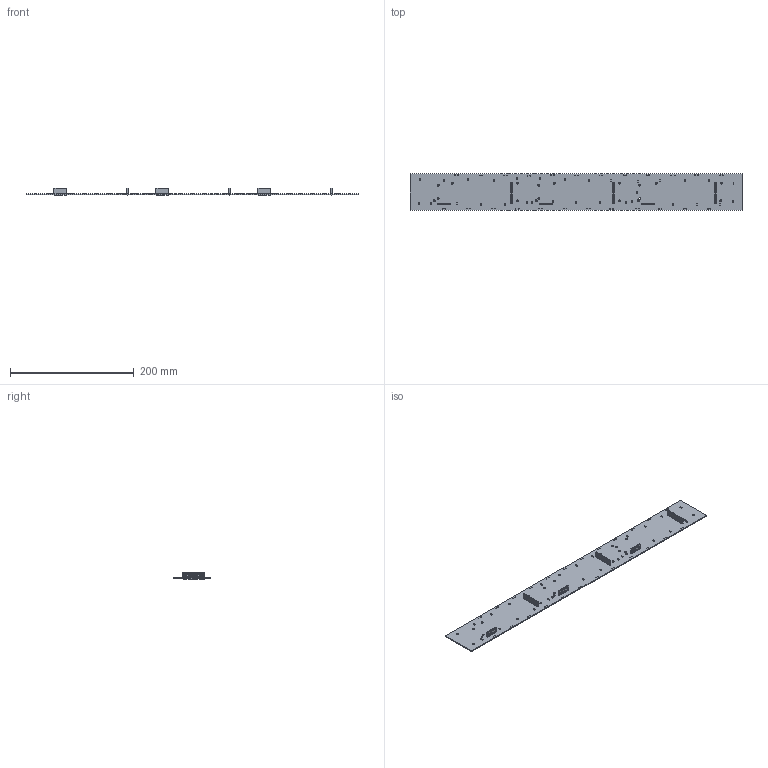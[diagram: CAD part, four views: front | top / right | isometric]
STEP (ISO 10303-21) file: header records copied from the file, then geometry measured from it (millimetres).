
FILE_DESCRIPTION(('Open CASCADE Model'),'2;1');
FILE_NAME('Open CASCADE Shape Model','2023-12-20T18:56:31',('Author'),( 'Open CASCADE'),'Open CASCADE STEP processor 7.5','Open CASCADE 7.5' ,'Unknown');
FILE_SCHEMA(('AUTOMOTIVE_DESIGN { 1 0 10303 214 1 1 1 1 }'));
Length unit declared in the file: millimetre
Products named in the file (50): PCB; Board; Open CASCADE STEP translator 7.5 1.1.1; J302; 61300811821; 6130xx11821_PIN; J301; 61301311821; J202; J201; J102; J101; F310; 0437001.WRA; term1; term2; body; F309; F308; F307; F306; F305; F304; F303; F302; F301; F300; F208; F207; F206; F205; F204; F203; F202; F201; F200; F110; F109; F108; F107 ...
Assembly tree (102 placements, depth 4):
  PCB
    Board
      Open CASCADE STEP translator 7.5 1.1.1
    J302
      61300811821
        6130xx11821_PIN  x8
        61300811821
    J301
      61301311821
        6130xx11821_PIN  x13
        61301311821
    J202
      61300811821
        6130xx11821_PIN  x8
        61300811821
    J201
      61301311821
        6130xx11821_PIN  x13
        61301311821
    J102
      61300811821
        6130xx11821_PIN  x8
        61300811821
    J101
      61301311821
        6130xx11821_PIN  x13
        61301311821
    F310
      0437001.WRA
        term1
        term2
        body
    F309
      0437001.WRA
        term1
        term2
        body
    F308
      0437001.WRA
        term1
        term2
        body
    F307
      0437001.WRA
        term1
        term2
        body
    F306
      0437001.WRA
        term1
        term2
        body
    F305
      0437001.WRA
        term1
        term2
        body
    F304
      0437001.WRA
        term1
Bounding box: 537 x 59.5 x 11.61 mm (x, y, z)
Volume: 52723.3 mm3; surface area: 75194.7 mm2
Topology: 163 solids, 163 shells, 3084 faces, 8022 edges, 5264 vertices
Faces by surface type: plane 2703, cylinder 255, extrusion 126
Full cylindrical faces by diameter (mm): 1.02 x63, 1.3 x48, 3.2 x18
Entity records: 19070 total; most frequent: CARTESIAN_POINT 2765, DIRECTION 2703, ORIENTED_EDGE 2586, EDGE_CURVE 1293, VECTOR 1023, LINE 1019, AXIS2_PLACEMENT_3D 840, VERTEX_POINT 834
